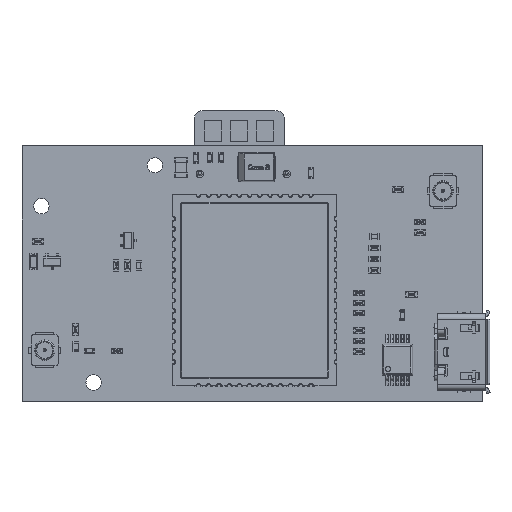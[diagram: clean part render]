
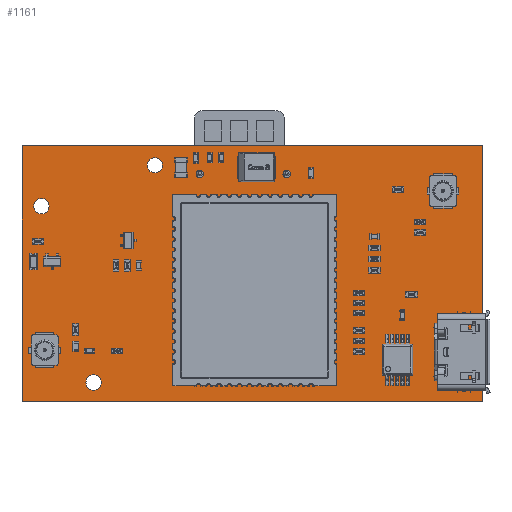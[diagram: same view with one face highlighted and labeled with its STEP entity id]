
A CAD part, top view. The second image highlights one B-rep face of the part: STEP entity #1161.
In plain terms, the highlighted planar face has unit normal (0, 0, 1).
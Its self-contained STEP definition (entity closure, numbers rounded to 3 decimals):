
#268 = VERTEX_POINT('',#269);
#269 = CARTESIAN_POINT('',(0.,0.,1.014));
#275 = EDGE_CURVE('',#268,#276,#278,.T.);
#276 = VERTEX_POINT('',#277);
#277 = CARTESIAN_POINT('',(0.,25.,1.014));
#278 = LINE('',#279,#280);
#279 = CARTESIAN_POINT('',(0.,0.,1.014));
#280 = VECTOR('',#281,1.);
#281 = DIRECTION('',(0.,1.,0.));
#306 = EDGE_CURVE('',#276,#307,#309,.T.);
#307 = VERTEX_POINT('',#308);
#308 = CARTESIAN_POINT('',(45.,25.,1.014));
#309 = LINE('',#310,#311);
#310 = CARTESIAN_POINT('',(0.,25.,1.014));
#311 = VECTOR('',#312,1.);
#312 = DIRECTION('',(1.,0.,0.));
#337 = EDGE_CURVE('',#307,#338,#340,.T.);
#338 = VERTEX_POINT('',#339);
#339 = CARTESIAN_POINT('',(45.,0.,1.014));
#340 = LINE('',#341,#342);
#341 = CARTESIAN_POINT('',(45.,25.,1.014));
#342 = VECTOR('',#343,1.);
#343 = DIRECTION('',(0.,-1.,0.));
#368 = EDGE_CURVE('',#338,#268,#369,.T.);
#369 = LINE('',#370,#371);
#370 = CARTESIAN_POINT('',(45.,0.,1.014));
#371 = VECTOR('',#372,1.);
#372 = DIRECTION('',(-1.,0.,0.));
#392 = VERTEX_POINT('',#393);
#393 = CARTESIAN_POINT('',(2.65,19.1,1.014));
#399 = EDGE_CURVE('',#392,#392,#400,.T.);
#400 = CIRCLE('',#401,0.75);
#401 = AXIS2_PLACEMENT_3D('',#402,#403,#404);
#402 = CARTESIAN_POINT('',(1.9,19.1,1.014));
#403 = DIRECTION('',(0.,0.,1.));
#404 = DIRECTION('',(1.,0.,0.));
#425 = VERTEX_POINT('',#426);
#426 = CARTESIAN_POINT('',(7.75,1.85,1.014));
#432 = EDGE_CURVE('',#425,#425,#433,.T.);
#433 = CIRCLE('',#434,0.75);
#434 = AXIS2_PLACEMENT_3D('',#435,#436,#437);
#435 = CARTESIAN_POINT('',(7.,1.85,1.014));
#436 = DIRECTION('',(0.,0.,1.));
#437 = DIRECTION('',(1.,0.,0.));
#458 = VERTEX_POINT('',#459);
#459 = CARTESIAN_POINT('',(13.75,23.1,1.014));
#465 = EDGE_CURVE('',#458,#458,#466,.T.);
#466 = CIRCLE('',#467,0.75);
#467 = AXIS2_PLACEMENT_3D('',#468,#469,#470);
#468 = CARTESIAN_POINT('',(13.,23.1,1.014));
#469 = DIRECTION('',(0.,0.,1.));
#470 = DIRECTION('',(1.,0.,0.));
#491 = VERTEX_POINT('',#492);
#492 = CARTESIAN_POINT('',(17.779,22.244,1.014));
#498 = EDGE_CURVE('',#491,#491,#499,.T.);
#499 = CIRCLE('',#500,0.375);
#500 = AXIS2_PLACEMENT_3D('',#501,#502,#503);
#501 = CARTESIAN_POINT('',(17.404,22.244,1.014));
#502 = DIRECTION('',(0.,0.,1.));
#503 = DIRECTION('',(1.,0.,0.));
#524 = VERTEX_POINT('',#525);
#525 = CARTESIAN_POINT('',(40.91,2.401,1.014));
#531 = EDGE_CURVE('',#524,#524,#532,.T.);
#532 = CIRCLE('',#533,0.305);
#533 = AXIS2_PLACEMENT_3D('',#534,#535,#536);
#534 = CARTESIAN_POINT('',(40.605,2.401,1.014));
#535 = DIRECTION('',(0.,0.,1.));
#536 = DIRECTION('',(1.,0.,0.));
#557 = VERTEX_POINT('',#558);
#558 = CARTESIAN_POINT('',(43.77,1.226,1.014));
#564 = EDGE_CURVE('',#557,#565,#567,.T.);
#565 = VERTEX_POINT('',#566);
#566 = CARTESIAN_POINT('',(43.903,1.62,1.014));
#567 = CIRCLE('',#568,0.648);
#568 = AXIS2_PLACEMENT_3D('',#569,#570,#571);
#569 = CARTESIAN_POINT('',(43.255,1.62,1.014));
#570 = DIRECTION('',(0.,0.,1.));
#571 = DIRECTION('',(-1.,0.,0.));
#597 = EDGE_CURVE('',#565,#598,#600,.T.);
#598 = VERTEX_POINT('',#599);
#599 = CARTESIAN_POINT('',(43.903,0.832,1.014));
#600 = LINE('',#601,#602);
#601 = CARTESIAN_POINT('',(43.903,1.62,1.014));
#602 = VECTOR('',#603,1.);
#603 = DIRECTION('',(0.,-1.,0.));
#628 = EDGE_CURVE('',#598,#557,#629,.T.);
#629 = CIRCLE('',#630,0.648);
#630 = AXIS2_PLACEMENT_3D('',#631,#632,#633);
#631 = CARTESIAN_POINT('',(43.255,0.832,1.014));
#632 = DIRECTION('',(0.,0.,1.));
#633 = DIRECTION('',(1.,0.,0.));
#654 = VERTEX_POINT('',#655);
#655 = CARTESIAN_POINT('',(42.608,1.62,1.014));
#661 = EDGE_CURVE('',#654,#662,#664,.T.);
#662 = VERTEX_POINT('',#663);
#663 = CARTESIAN_POINT('',(42.741,1.226,1.014));
#664 = CIRCLE('',#665,0.648);
#665 = AXIS2_PLACEMENT_3D('',#666,#667,#668);
#666 = CARTESIAN_POINT('',(43.255,1.62,1.014));
#667 = DIRECTION('',(0.,0.,1.));
#668 = DIRECTION('',(-1.,0.,0.));
#694 = EDGE_CURVE('',#662,#695,#697,.T.);
#695 = VERTEX_POINT('',#696);
#696 = CARTESIAN_POINT('',(42.608,0.832,1.014));
#697 = CIRCLE('',#698,0.648);
#698 = AXIS2_PLACEMENT_3D('',#699,#700,#701);
#699 = CARTESIAN_POINT('',(43.255,0.832,1.014));
#700 = DIRECTION('',(0.,0.,1.));
#701 = DIRECTION('',(1.,0.,0.));
#727 = EDGE_CURVE('',#695,#654,#728,.T.);
#728 = LINE('',#729,#730);
#729 = CARTESIAN_POINT('',(42.608,0.832,1.014));
#730 = VECTOR('',#731,1.);
#731 = DIRECTION('',(0.,1.,0.));
#749 = EDGE_CURVE('',#557,#662,#750,.T.);
#750 = CIRCLE('',#751,0.648);
#751 = AXIS2_PLACEMENT_3D('',#752,#753,#754);
#752 = CARTESIAN_POINT('',(43.255,0.832,1.014));
#753 = DIRECTION('',(0.,0.,1.));
#754 = DIRECTION('',(1.,0.,0.));
#773 = EDGE_CURVE('',#662,#557,#774,.T.);
#774 = CIRCLE('',#775,0.648);
#775 = AXIS2_PLACEMENT_3D('',#776,#777,#778);
#776 = CARTESIAN_POINT('',(43.255,1.62,1.014));
#777 = DIRECTION('',(0.,0.,1.));
#778 = DIRECTION('',(-1.,0.,0.));
#799 = VERTEX_POINT('',#800);
#800 = CARTESIAN_POINT('',(26.279,22.244,1.014));
#806 = EDGE_CURVE('',#799,#799,#807,.T.);
#807 = CIRCLE('',#808,0.375);
#808 = AXIS2_PLACEMENT_3D('',#809,#810,#811);
#809 = CARTESIAN_POINT('',(25.904,22.244,1.014));
#810 = DIRECTION('',(0.,0.,1.));
#811 = DIRECTION('',(1.,0.,0.));
#832 = VERTEX_POINT('',#833);
#833 = CARTESIAN_POINT('',(40.91,7.251,1.014));
#839 = EDGE_CURVE('',#832,#832,#840,.T.);
#840 = CIRCLE('',#841,0.305);
#841 = AXIS2_PLACEMENT_3D('',#842,#843,#844);
#842 = CARTESIAN_POINT('',(40.605,7.251,1.014));
#843 = DIRECTION('',(0.,0.,1.));
#844 = DIRECTION('',(1.,0.,0.));
#865 = VERTEX_POINT('',#866);
#866 = CARTESIAN_POINT('',(43.77,8.426,1.014));
#872 = EDGE_CURVE('',#865,#873,#875,.T.);
#873 = VERTEX_POINT('',#874);
#874 = CARTESIAN_POINT('',(43.903,8.82,1.014));
#875 = CIRCLE('',#876,0.648);
#876 = AXIS2_PLACEMENT_3D('',#877,#878,#879);
#877 = CARTESIAN_POINT('',(43.255,8.82,1.014));
#878 = DIRECTION('',(0.,0.,1.));
#879 = DIRECTION('',(-1.,0.,0.));
#905 = EDGE_CURVE('',#873,#906,#908,.T.);
#906 = VERTEX_POINT('',#907);
#907 = CARTESIAN_POINT('',(43.903,8.032,1.014));
#908 = LINE('',#909,#910);
#909 = CARTESIAN_POINT('',(43.903,8.82,1.014));
#910 = VECTOR('',#911,1.);
#911 = DIRECTION('',(0.,-1.,0.));
#936 = EDGE_CURVE('',#906,#865,#937,.T.);
#937 = CIRCLE('',#938,0.648);
#938 = AXIS2_PLACEMENT_3D('',#939,#940,#941);
#939 = CARTESIAN_POINT('',(43.255,8.032,1.014));
#940 = DIRECTION('',(0.,0.,1.));
#941 = DIRECTION('',(1.,0.,0.));
#962 = VERTEX_POINT('',#963);
#963 = CARTESIAN_POINT('',(42.608,8.82,1.014));
#969 = EDGE_CURVE('',#962,#970,#972,.T.);
#970 = VERTEX_POINT('',#971);
#971 = CARTESIAN_POINT('',(42.741,8.426,1.014));
#972 = CIRCLE('',#973,0.648);
#973 = AXIS2_PLACEMENT_3D('',#974,#975,#976);
#974 = CARTESIAN_POINT('',(43.255,8.82,1.014));
#975 = DIRECTION('',(0.,0.,1.));
#976 = DIRECTION('',(-1.,0.,0.));
#1002 = EDGE_CURVE('',#970,#1003,#1005,.T.);
#1003 = VERTEX_POINT('',#1004);
#1004 = CARTESIAN_POINT('',(42.608,8.032,1.014));
#1005 = CIRCLE('',#1006,0.648);
#1006 = AXIS2_PLACEMENT_3D('',#1007,#1008,#1009);
#1007 = CARTESIAN_POINT('',(43.255,8.032,1.014));
#1008 = DIRECTION('',(0.,0.,1.));
#1009 = DIRECTION('',(1.,0.,0.));
#1035 = EDGE_CURVE('',#1003,#962,#1036,.T.);
#1036 = LINE('',#1037,#1038);
#1037 = CARTESIAN_POINT('',(42.608,8.032,1.014));
#1038 = VECTOR('',#1039,1.);
#1039 = DIRECTION('',(0.,1.,0.));
#1057 = EDGE_CURVE('',#865,#970,#1058,.T.);
#1058 = CIRCLE('',#1059,0.648);
#1059 = AXIS2_PLACEMENT_3D('',#1060,#1061,#1062);
#1060 = CARTESIAN_POINT('',(43.255,8.032,1.014));
#1061 = DIRECTION('',(0.,0.,1.));
#1062 = DIRECTION('',(1.,0.,0.));
#1081 = EDGE_CURVE('',#970,#865,#1082,.T.);
#1082 = CIRCLE('',#1083,0.648);
#1083 = AXIS2_PLACEMENT_3D('',#1084,#1085,#1086);
#1084 = CARTESIAN_POINT('',(43.255,8.82,1.014));
#1085 = DIRECTION('',(0.,0.,1.));
#1086 = DIRECTION('',(-1.,0.,0.));
#1161 = ADVANCED_FACE('',(#1162,#1168,#1171,#1174,#1177,#1180,#1183,
    #1188,#1193,#1197,#1200,#1203,#1208,#1213),#1217,.T.);
#1162 = FACE_BOUND('',#1163,.F.);
#1163 = EDGE_LOOP('',(#1164,#1165,#1166,#1167));
#1164 = ORIENTED_EDGE('',*,*,#275,.T.);
#1165 = ORIENTED_EDGE('',*,*,#306,.T.);
#1166 = ORIENTED_EDGE('',*,*,#337,.T.);
#1167 = ORIENTED_EDGE('',*,*,#368,.T.);
#1168 = FACE_BOUND('',#1169,.T.);
#1169 = EDGE_LOOP('',(#1170));
#1170 = ORIENTED_EDGE('',*,*,#399,.F.);
#1171 = FACE_BOUND('',#1172,.T.);
#1172 = EDGE_LOOP('',(#1173));
#1173 = ORIENTED_EDGE('',*,*,#432,.F.);
#1174 = FACE_BOUND('',#1175,.T.);
#1175 = EDGE_LOOP('',(#1176));
#1176 = ORIENTED_EDGE('',*,*,#465,.F.);
#1177 = FACE_BOUND('',#1178,.T.);
#1178 = EDGE_LOOP('',(#1179));
#1179 = ORIENTED_EDGE('',*,*,#498,.F.);
#1180 = FACE_BOUND('',#1181,.T.);
#1181 = EDGE_LOOP('',(#1182));
#1182 = ORIENTED_EDGE('',*,*,#531,.F.);
#1183 = FACE_BOUND('',#1184,.T.);
#1184 = EDGE_LOOP('',(#1185,#1186,#1187));
#1185 = ORIENTED_EDGE('',*,*,#564,.T.);
#1186 = ORIENTED_EDGE('',*,*,#597,.T.);
#1187 = ORIENTED_EDGE('',*,*,#628,.T.);
#1188 = FACE_BOUND('',#1189,.T.);
#1189 = EDGE_LOOP('',(#1190,#1191,#1192));
#1190 = ORIENTED_EDGE('',*,*,#661,.T.);
#1191 = ORIENTED_EDGE('',*,*,#694,.T.);
#1192 = ORIENTED_EDGE('',*,*,#727,.T.);
#1193 = FACE_BOUND('',#1194,.T.);
#1194 = EDGE_LOOP('',(#1195,#1196));
#1195 = ORIENTED_EDGE('',*,*,#749,.F.);
#1196 = ORIENTED_EDGE('',*,*,#773,.F.);
#1197 = FACE_BOUND('',#1198,.T.);
#1198 = EDGE_LOOP('',(#1199));
#1199 = ORIENTED_EDGE('',*,*,#806,.F.);
#1200 = FACE_BOUND('',#1201,.T.);
#1201 = EDGE_LOOP('',(#1202));
#1202 = ORIENTED_EDGE('',*,*,#839,.F.);
#1203 = FACE_BOUND('',#1204,.T.);
#1204 = EDGE_LOOP('',(#1205,#1206,#1207));
#1205 = ORIENTED_EDGE('',*,*,#872,.T.);
#1206 = ORIENTED_EDGE('',*,*,#905,.T.);
#1207 = ORIENTED_EDGE('',*,*,#936,.T.);
#1208 = FACE_BOUND('',#1209,.T.);
#1209 = EDGE_LOOP('',(#1210,#1211,#1212));
#1210 = ORIENTED_EDGE('',*,*,#969,.T.);
#1211 = ORIENTED_EDGE('',*,*,#1002,.T.);
#1212 = ORIENTED_EDGE('',*,*,#1035,.T.);
#1213 = FACE_BOUND('',#1214,.T.);
#1214 = EDGE_LOOP('',(#1215,#1216));
#1215 = ORIENTED_EDGE('',*,*,#1057,.F.);
#1216 = ORIENTED_EDGE('',*,*,#1081,.F.);
#1217 = PLANE('',#1218);
#1218 = AXIS2_PLACEMENT_3D('',#1219,#1220,#1221);
#1219 = CARTESIAN_POINT('',(0.,0.,1.014));
#1220 = DIRECTION('',(0.,0.,1.));
#1221 = DIRECTION('',(1.,0.,0.));
